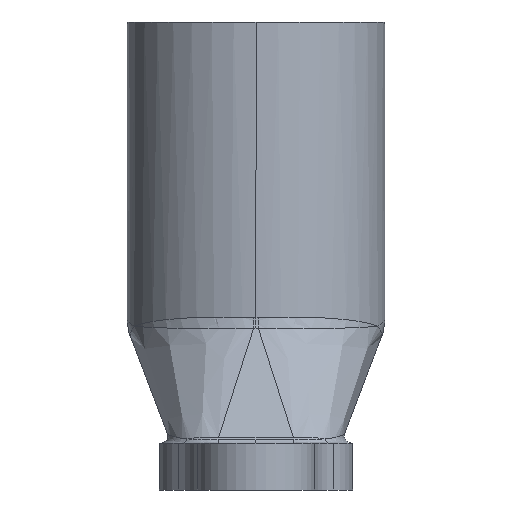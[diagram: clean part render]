
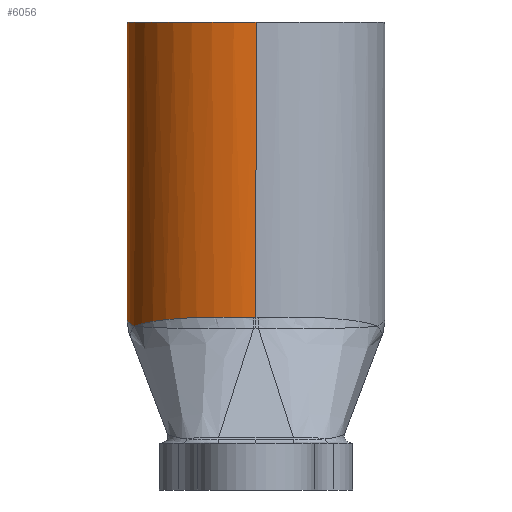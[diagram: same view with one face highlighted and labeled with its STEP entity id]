
A CAD part, left-side view. The second image highlights one B-rep face of the part: STEP entity #6056.
In plain terms, the highlighted cylindrical face has radius 11.001 mm (diameter 22.001 mm), a partial arc.
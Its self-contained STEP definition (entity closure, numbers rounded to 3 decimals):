
#1999=CARTESIAN_POINT('Vertex',(0.,11.,40.)) ;
#2002=CARTESIAN_POINT('Axis2P3D Location',(0.,0.,40.)) ;
#2006=CARTESIAN_POINT('Vertex',(-11.,0.,40.)) ;
#2337=CARTESIAN_POINT('Vertex',(0.,11.,14.551)) ;
#2340=CARTESIAN_POINT('Line Origine',(0.,11.,27.)) ;
#5675=CARTESIAN_POINT('Vertex',(-3.584,10.4,14.)) ;
#5748=CARTESIAN_POINT('Control Point',(-11.,0.,14.733)) ;
#5749=CARTESIAN_POINT('Control Point',(-11.,0.035,14.733)) ;
#5750=CARTESIAN_POINT('Control Point',(-11.,0.07,14.733)) ;
#5751=CARTESIAN_POINT('Control Point',(-11.,0.105,14.734)) ;
#5752=CARTESIAN_POINT('Control Point',(-10.999,0.14,14.735)) ;
#5753=CARTESIAN_POINT('Control Point',(-10.999,0.175,14.736)) ;
#5754=CARTESIAN_POINT('Vertex',(-11.,0.,14.733)) ;
#5756=CARTESIAN_POINT('Vertex',(-10.999,0.175,14.736)) ;
#5974=CARTESIAN_POINT('Axis2P3D Location',(0.,0.,27.)) ;
#5980=CARTESIAN_POINT('Control Point',(-1.196,10.935,14.442)) ;
#5981=CARTESIAN_POINT('Control Point',(-0.806,10.978,14.513)) ;
#5982=CARTESIAN_POINT('Control Point',(-0.403,11.,14.551)) ;
#5983=CARTESIAN_POINT('Control Point',(0.,11.,14.551)) ;
#5984=CARTESIAN_POINT('Vertex',(-1.196,10.935,14.442)) ;
#5988=CARTESIAN_POINT('Control Point',(-3.583,10.4,14.)) ;
#5989=CARTESIAN_POINT('Control Point',(-3.534,10.417,14.007)) ;
#5990=CARTESIAN_POINT('Control Point',(-3.484,10.434,14.015)) ;
#5991=CARTESIAN_POINT('Control Point',(-3.443,10.448,14.014)) ;
#5992=CARTESIAN_POINT('Control Point',(-3.368,10.472,14.03)) ;
#5993=CARTESIAN_POINT('Control Point',(-3.297,10.495,14.045)) ;
#5994=CARTESIAN_POINT('Control Point',(-3.274,10.502,14.05)) ;
#5995=CARTESIAN_POINT('Control Point',(-3.141,10.543,14.076)) ;
#5996=CARTESIAN_POINT('Control Point',(-3.011,10.581,14.1)) ;
#5997=CARTESIAN_POINT('Control Point',(-2.904,10.611,14.12)) ;
#5998=CARTESIAN_POINT('Control Point',(-2.65,10.678,14.168)) ;
#5999=CARTESIAN_POINT('Control Point',(-2.398,10.737,14.216)) ;
#6000=CARTESIAN_POINT('Control Point',(-2.251,10.769,14.244)) ;
#6001=CARTESIAN_POINT('Control Point',(-2.031,10.813,14.286)) ;
#6002=CARTESIAN_POINT('Control Point',(-1.808,10.851,14.328)) ;
#6003=CARTESIAN_POINT('Control Point',(-1.733,10.863,14.342)) ;
#6004=CARTESIAN_POINT('Control Point',(-1.582,10.886,14.37)) ;
#6005=CARTESIAN_POINT('Control Point',(-1.429,10.907,14.399)) ;
#6006=CARTESIAN_POINT('Control Point',(-1.349,10.917,14.414)) ;
#6007=CARTESIAN_POINT('Control Point',(-1.275,10.926,14.428)) ;
#6008=CARTESIAN_POINT('Control Point',(-1.196,10.935,14.442)) ;
#6011=CARTESIAN_POINT('Control Point',(-3.583,10.4,14.)) ;
#6012=CARTESIAN_POINT('Control Point',(-3.637,10.382,14.01)) ;
#6013=CARTESIAN_POINT('Control Point',(-3.69,10.363,14.019)) ;
#6014=CARTESIAN_POINT('Control Point',(-3.746,10.343,14.038)) ;
#6015=CARTESIAN_POINT('Control Point',(-3.842,10.307,14.047)) ;
#6016=CARTESIAN_POINT('Control Point',(-3.937,10.271,14.058)) ;
#6017=CARTESIAN_POINT('Control Point',(-3.979,10.255,14.063)) ;
#6018=CARTESIAN_POINT('Control Point',(-4.116,10.202,14.08)) ;
#6019=CARTESIAN_POINT('Control Point',(-4.252,10.146,14.098)) ;
#6020=CARTESIAN_POINT('Control Point',(-4.346,10.106,14.111)) ;
#6021=CARTESIAN_POINT('Control Point',(-4.626,9.983,14.149)) ;
#6022=CARTESIAN_POINT('Control Point',(-4.902,9.851,14.187)) ;
#6023=CARTESIAN_POINT('Control Point',(-5.082,9.759,14.211)) ;
#6024=CARTESIAN_POINT('Control Point',(-5.699,9.427,14.294)) ;
#6025=CARTESIAN_POINT('Control Point',(-6.283,9.049,14.37)) ;
#6026=CARTESIAN_POINT('Control Point',(-6.68,8.76,14.421)) ;
#6027=CARTESIAN_POINT('Control Point',(-7.444,8.136,14.514)) ;
#6028=CARTESIAN_POINT('Control Point',(-8.125,7.44,14.591)) ;
#6029=CARTESIAN_POINT('Control Point',(-8.447,7.071,14.625)) ;
#6030=CARTESIAN_POINT('Control Point',(-9.32,5.955,14.713)) ;
#6031=CARTESIAN_POINT('Control Point',(-9.997,4.724,14.765)) ;
#6032=CARTESIAN_POINT('Control Point',(-10.355,3.877,14.785)) ;
#6033=CARTESIAN_POINT('Control Point',(-10.688,2.784,14.792)) ;
#6034=CARTESIAN_POINT('Control Point',(-10.878,1.66,14.776)) ;
#6035=CARTESIAN_POINT('Control Point',(-10.91,1.436,14.772)) ;
#6036=CARTESIAN_POINT('Control Point',(-10.954,1.05,14.764)) ;
#6037=CARTESIAN_POINT('Control Point',(-10.982,0.662,14.753)) ;
#6038=CARTESIAN_POINT('Control Point',(-10.991,0.501,14.748)) ;
#6039=CARTESIAN_POINT('Control Point',(-10.996,0.338,14.742)) ;
#6040=CARTESIAN_POINT('Control Point',(-10.999,0.175,14.736)) ;
#6042=CARTESIAN_POINT('Line Origine',(-11.,0.,27.)) ;
#2342=VECTOR('Line Direction',#2341,1.) ;
#6044=VECTOR('Line Direction',#6043,1.) ;
#2003=DIRECTION('Axis2P3D Direction',(0.,0.,1.)) ;
#2341=DIRECTION('Vector Direction',(0.,0.,1.)) ;
#5975=DIRECTION('Axis2P3D Direction',(0.,0.,-1.)) ;
#5976=DIRECTION('Axis2P3D XDirection',(0.707,-0.707,0.)) ;
#6043=DIRECTION('Vector Direction',(0.,0.,-1.)) ;
#2004=AXIS2_PLACEMENT_3D('Circle Axis2P3D',#2002,#2003,$) ;
#5977=AXIS2_PLACEMENT_3D('Cylinder Axis2P3D',#5974,#5975,#5976) ;
#2343=LINE('Line',#2340,#2342) ;
#6045=LINE('Line',#6042,#6044) ;
#2005=CIRCLE('generated circle',#2004,11.001) ;
#5978=CYLINDRICAL_SURFACE('generated cylinder',#5977,11.001) ;
#2008=EDGE_CURVE('',#2007,#2000,#2005,.F.) ;
#2344=EDGE_CURVE('',#2338,#2000,#2343,.T.) ;
#5758=EDGE_CURVE('',#5755,#5757,#5747,.T.) ;
#5986=EDGE_CURVE('',#5985,#2338,#5979,.T.) ;
#6009=EDGE_CURVE('',#5676,#5985,#5987,.T.) ;
#6041=EDGE_CURVE('',#5676,#5757,#6010,.T.) ;
#6046=EDGE_CURVE('',#5755,#2007,#6045,.F.) ;
#6048=ORIENTED_EDGE('',*,*,#2008,.T.) ;
#6049=ORIENTED_EDGE('',*,*,#2344,.F.) ;
#6050=ORIENTED_EDGE('',*,*,#5986,.F.) ;
#6051=ORIENTED_EDGE('',*,*,#6009,.F.) ;
#6052=ORIENTED_EDGE('',*,*,#6041,.T.) ;
#6053=ORIENTED_EDGE('',*,*,#5758,.F.) ;
#6054=ORIENTED_EDGE('',*,*,#6046,.T.) ;
#6047=EDGE_LOOP('',(#6048,#6049,#6050,#6051,#6052,#6053,#6054)) ;
#2000=VERTEX_POINT('',#1999) ;
#2007=VERTEX_POINT('',#2006) ;
#2338=VERTEX_POINT('',#2337) ;
#5676=VERTEX_POINT('',#5675) ;
#5755=VERTEX_POINT('',#5754) ;
#5757=VERTEX_POINT('',#5756) ;
#5985=VERTEX_POINT('',#5984) ;
#6056=ADVANCED_FACE('PartBody',(#6055),#5978,.T.) ;
#5747=B_SPLINE_CURVE_WITH_KNOTS('',5,(#5748,#5749,#5750,#5751,#5752,#5753),.UNSPECIFIED.,.F.,.U.,(6,6),(5.516,5.778),.UNSPECIFIED.) ;
#5979=B_SPLINE_CURVE_WITH_KNOTS('',3,(#5980,#5981,#5982,#5983),.UNSPECIFIED.,.F.,.U.,(4,4),(21.286,22.627),.UNSPECIFIED.) ;
#5987=B_SPLINE_CURVE_WITH_KNOTS('',5,(#5988,#5989,#5990,#5991,#5992,#5993,#5994,#5995,#5996,#5997,#5998,#5999,#6000,#6001,#6002,#6003,#6004,#6005,#6006,#6007,#6008),.UNSPECIFIED.,.F.,.U.,(6,3,3,3,3,3,6),(0.,0.404,0.591,1.511,2.797,3.44,4.083),.UNSPECIFIED.) ;
#6010=B_SPLINE_CURVE_WITH_KNOTS('',5,(#6011,#6012,#6013,#6014,#6015,#6016,#6017,#6018,#6019,#6020,#6021,#6022,#6023,#6024,#6025,#6026,#6027,#6028,#6029,#6030,#6031,#6032,#6033,#6034,#6035,#6036,#6037,#6038,#6039,#6040),.UNSPECIFIED.,.F.,.U.,(6,3,3,3,3,3,3,3,3,6),(0.,0.35,0.625,1.259,2.527,5.643,8.823,14.897,16.403,17.479),.UNSPECIFIED.) ;
#6055=FACE_OUTER_BOUND('',#6047,.T.) ;
